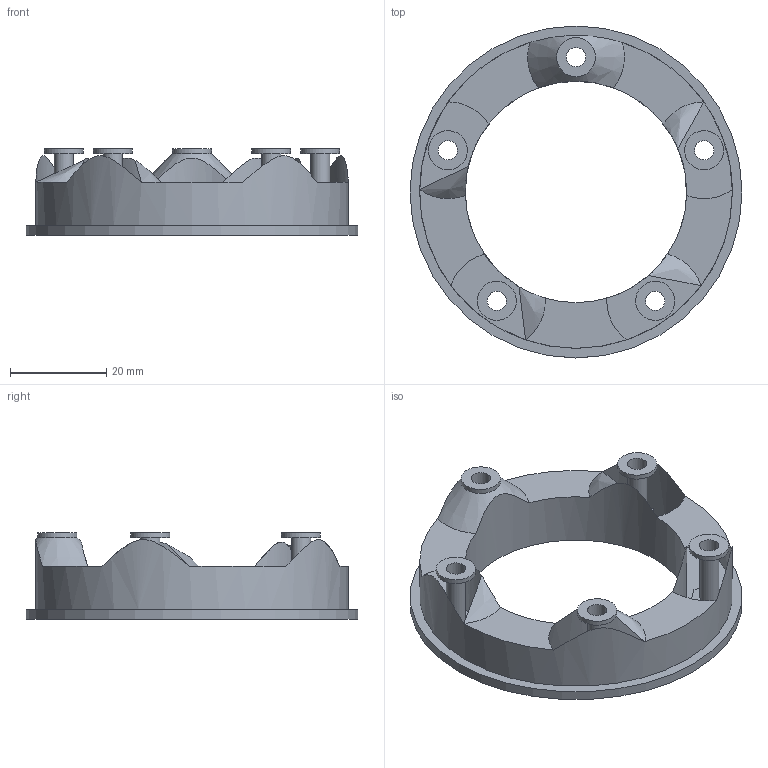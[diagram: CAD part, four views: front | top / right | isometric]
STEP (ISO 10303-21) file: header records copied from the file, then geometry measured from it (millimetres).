
FILE_DESCRIPTION(/* description */ (''),/* implementation_level */ '2;1');
FILE_NAME(/* name */ 'Bottom Bearing_v1.step',/* time_stamp */ '2023-12-13T12:02:44-06:00',/* author */ (''),/* organization */ (''),/* preprocessor_version */ 'ST-DEVELOPER v20',/* originating_system */ 'Autodesk Translation Framework v12.14.0.127',/* authorisation */ '');
FILE_SCHEMA (('AUTOMOTIVE_DESIGN { 1 0 10303 214 3 1 1 }'));
Length unit declared in the file: millimetre
Products named in the file (2): Bottom Bearing; OutputShaft Bottom
Assembly tree (1 placements, depth 2):
  Bottom Bearing
    OutputShaft Bottom
Bounding box: 69 x 69 x 18 mm (x, y, z)
Volume: 21101.8 mm3; surface area: 10288.6 mm2
Topology: 1 solids, 1 shells, 65 faces, 169 edges, 111 vertices
Faces by surface type: plane 47, cylinder 13, cone 5
Full cylindrical faces by diameter (mm): 4 x5, 8.125 x5, 46 x1, 65 x1, 69 x1
Entity records: 2221 total; most frequent: CARTESIAN_POINT 521, DIRECTION 344, ORIENTED_EDGE 338, EDGE_CURVE 169, AXIS2_PLACEMENT_3D 118, VERTEX_POINT 111, LINE 108, VECTOR 108
